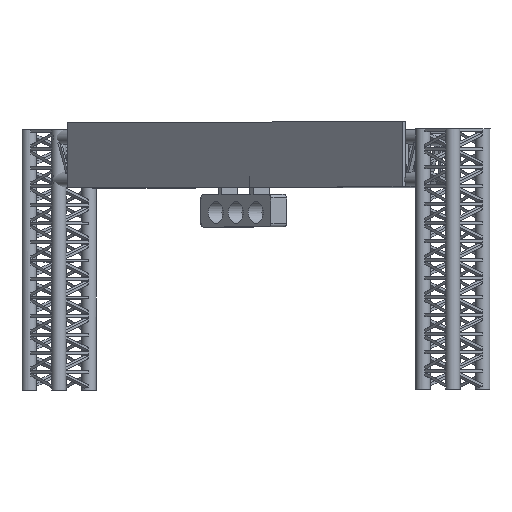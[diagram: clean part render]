
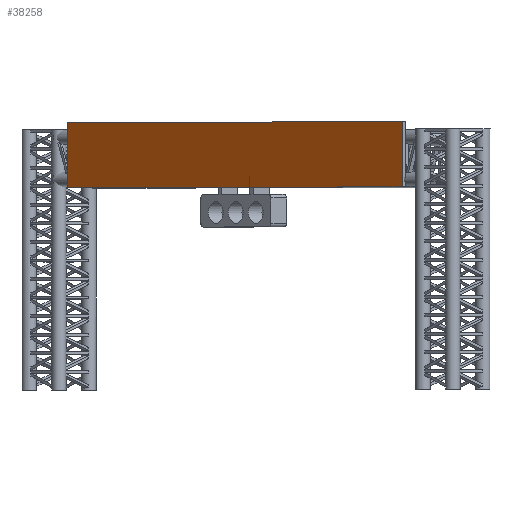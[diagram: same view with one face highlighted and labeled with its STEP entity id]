
A CAD part, top view. The second image highlights one B-rep face of the part: STEP entity #38258.
In plain terms, the highlighted planar face has unit normal (-0.713, 0, 0.701).
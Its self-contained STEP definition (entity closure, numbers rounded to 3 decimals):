
#1829=PLANE('',#40150);
#3660=FACE_OUTER_BOUND('',#5510,.T.);
#5510=EDGE_LOOP('',(#26607,#26608,#26609,#26610));
#8135=LINE('',#55800,#11920);
#8136=LINE('',#55802,#11921);
#8137=LINE('',#55804,#11922);
#8138=LINE('',#55805,#11923);
#11920=VECTOR('',#44163,10.);
#11921=VECTOR('',#44164,10.);
#11922=VECTOR('',#44165,10.);
#11923=VECTOR('',#44166,10.);
#16766=VERTEX_POINT('',#55798);
#16767=VERTEX_POINT('',#55799);
#16768=VERTEX_POINT('',#55801);
#16769=VERTEX_POINT('',#55803);
#20691=EDGE_CURVE('',#16766,#16767,#8135,.T.);
#20692=EDGE_CURVE('',#16768,#16766,#8136,.T.);
#20693=EDGE_CURVE('',#16769,#16768,#8137,.T.);
#20694=EDGE_CURVE('',#16767,#16769,#8138,.T.);
#26607=ORIENTED_EDGE('',*,*,#20691,.F.);
#26608=ORIENTED_EDGE('',*,*,#20692,.F.);
#26609=ORIENTED_EDGE('',*,*,#20693,.F.);
#26610=ORIENTED_EDGE('',*,*,#20694,.F.);
#38258=ADVANCED_FACE('',(#3660),#1829,.F.);
#40150=AXIS2_PLACEMENT_3D('',#55797,#44161,#44162);
#44161=DIRECTION('center_axis',(0.713,0.,-0.701));
#44162=DIRECTION('ref_axis',(-0.701,0.,-0.713));
#44163=DIRECTION('',(-0.701,0.,-0.713));
#44164=DIRECTION('',(0.,-1.,0.));
#44165=DIRECTION('',(0.701,0.,0.713));
#44166=DIRECTION('',(0.,1.,0.));
#55797=CARTESIAN_POINT('Origin',(1099.349,162.5,-1362.969));
#55798=CARTESIAN_POINT('',(1215.055,140.,-1245.337));
#55799=CARTESIAN_POINT('',(983.644,140.,-1480.6));
#55800=CARTESIAN_POINT('',(1157.202,140.,-1304.153));
#55801=CARTESIAN_POINT('',(1215.055,185.,-1245.337));
#55802=CARTESIAN_POINT('',(1215.055,173.75,-1245.337));
#55803=CARTESIAN_POINT('',(983.644,185.,-1480.6));
#55804=CARTESIAN_POINT('',(1041.497,185.,-1421.785));
#55805=CARTESIAN_POINT('',(983.644,151.25,-1480.6));
